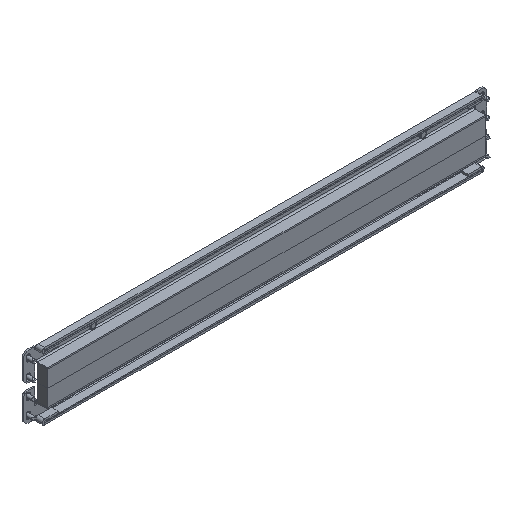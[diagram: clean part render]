
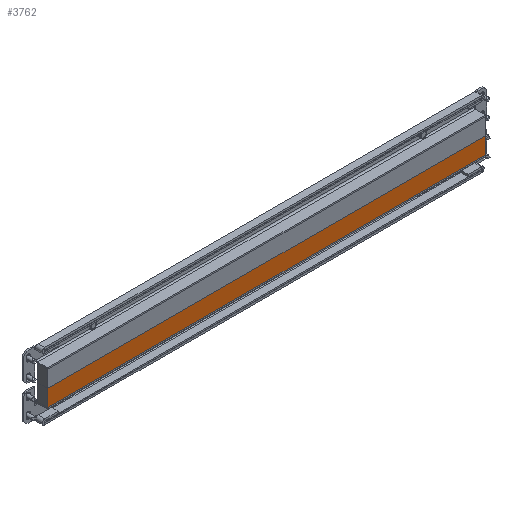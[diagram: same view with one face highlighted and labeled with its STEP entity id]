
A CAD part, isometric view. The second image highlights one B-rep face of the part: STEP entity #3762.
In plain terms, the highlighted face is planar.
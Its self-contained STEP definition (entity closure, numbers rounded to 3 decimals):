
#49 = ORIENTED_EDGE ( 'NONE', *, *, #4930, .T. ) ;
#98 = DIRECTION ( 'NONE',  ( 0., -1., 0. ) ) ;
#173 = VECTOR ( 'NONE', #3360, 1000. ) ;
#271 = DIRECTION ( 'NONE',  ( 0., -1., 0. ) ) ;
#590 = VERTEX_POINT ( 'NONE', #1615 ) ;
#649 = AXIS2_PLACEMENT_3D ( 'NONE', #1285, #1419, #98 ) ;
#827 = PLANE ( 'NONE',  #649 ) ;
#879 = ORIENTED_EDGE ( 'NONE', *, *, #1949, .F. ) ;
#940 = LINE ( 'NONE', #2458, #173 ) ;
#1187 = ORIENTED_EDGE ( 'NONE', *, *, #4945, .F. ) ;
#1285 = CARTESIAN_POINT ( 'NONE',  ( -7.5, 12.5, -330. ) ) ;
#1419 = DIRECTION ( 'NONE',  ( -1., 0., 0. ) ) ;
#1615 = CARTESIAN_POINT ( 'NONE',  ( -7.5, -12.5, -330. ) ) ;
#1632 = VERTEX_POINT ( 'NONE', #2079 ) ;
#1882 = CARTESIAN_POINT ( 'NONE',  ( -7.5, 12.5, -330. ) ) ;
#1949 = EDGE_CURVE ( 'NONE', #1632, #5584, #3303, .T. ) ;
#2079 = CARTESIAN_POINT ( 'NONE',  ( -7.5, 12.5, -330. ) ) ;
#2458 = CARTESIAN_POINT ( 'NONE',  ( -7.5, 12.5, 330. ) ) ;
#2871 = DIRECTION ( 'NONE',  ( 0., 0., 1. ) ) ;
#2994 = EDGE_CURVE ( 'NONE', #590, #4605, #4821, .T. ) ;
#3186 = CARTESIAN_POINT ( 'NONE',  ( -7.5, -12.5, 330. ) ) ;
#3303 = LINE ( 'NONE', #1882, #4340 ) ;
#3339 = ORIENTED_EDGE ( 'NONE', *, *, #2994, .T. ) ;
#3354 = FACE_OUTER_BOUND ( 'NONE', #5527, .T. ) ;
#3360 = DIRECTION ( 'NONE',  ( 0., -1., 0. ) ) ;
#3503 = VECTOR ( 'NONE', #2871, 1000. ) ;
#3548 = LINE ( 'NONE', #3772, #4038 ) ;
#3762 = ADVANCED_FACE ( 'NONE', ( #3354 ), #827, .T. ) ;
#3772 = CARTESIAN_POINT ( 'NONE',  ( -7.5, 12.5, -330. ) ) ;
#4038 = VECTOR ( 'NONE', #271, 1000. ) ;
#4091 = DIRECTION ( 'NONE',  ( 0., 0., 1. ) ) ;
#4340 = VECTOR ( 'NONE', #4091, 1000. ) ;
#4605 = VERTEX_POINT ( 'NONE', #3186 ) ;
#4821 = LINE ( 'NONE', #5545, #3503 ) ;
#4930 = EDGE_CURVE ( 'NONE', #1632, #590, #3548, .T. ) ;
#4945 = EDGE_CURVE ( 'NONE', #5584, #4605, #940, .T. ) ;
#5514 = CARTESIAN_POINT ( 'NONE',  ( -7.5, 12.5, 330. ) ) ;
#5527 = EDGE_LOOP ( 'NONE', ( #1187, #879, #49, #3339 ) ) ;
#5545 = CARTESIAN_POINT ( 'NONE',  ( -7.5, -12.5, -330. ) ) ;
#5584 = VERTEX_POINT ( 'NONE', #5514 ) ;
